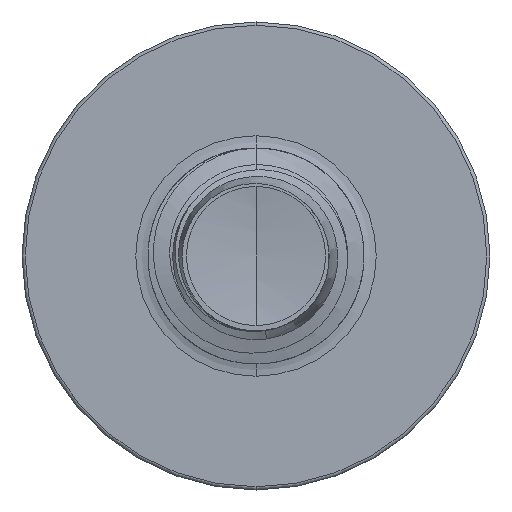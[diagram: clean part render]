
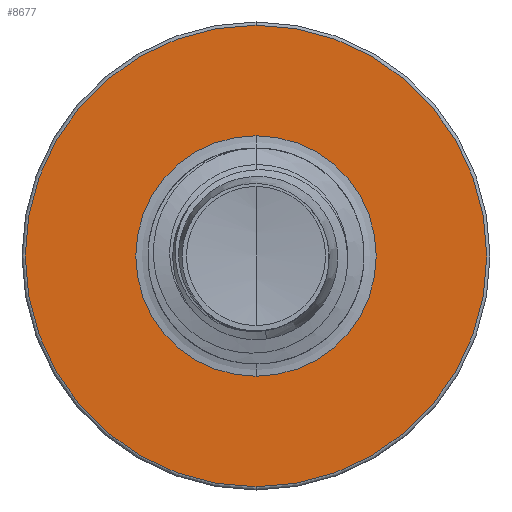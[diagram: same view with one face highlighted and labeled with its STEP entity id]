
A CAD part, front view. The second image highlights one B-rep face of the part: STEP entity #8677.
In plain terms, the highlighted planar face has unit normal (0, -1, 0).
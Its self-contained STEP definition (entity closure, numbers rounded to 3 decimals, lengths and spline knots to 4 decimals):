
#473 = CIRCLE ( 'NONE', #24104, 1.6704 ) ;
#1545 = AXIS2_PLACEMENT_3D ( 'NONE', #10861, #31711, #14016 ) ;
#2167 = DIRECTION ( 'NONE',  ( 0., 1., 0. ) ) ;
#2610 = AXIS2_PLACEMENT_3D ( 'NONE', #16884, #23676, #5065 ) ;
#3769 = CARTESIAN_POINT ( 'NONE',  ( 0., 17.5, -3.205 ) ) ;
#4135 = FACE_OUTER_BOUND ( 'NONE', #14000, .T. ) ;
#4339 = ORIENTED_EDGE ( 'NONE', *, *, #11058, .T. ) ;
#5065 = DIRECTION ( 'NONE',  ( 0., 0., 1. ) ) ;
#6995 = AXIS2_PLACEMENT_3D ( 'NONE', #15466, #35862, #18565 ) ;
#7296 = ORIENTED_EDGE ( 'NONE', *, *, #8902, .F. ) ;
#8677 = ADVANCED_FACE ( 'NONE', ( #4135, #35244 ), #14394, .F. ) ;
#8902 = EDGE_CURVE ( 'NONE', #30009, #32318, #18978, .T. ) ;
#9622 = CIRCLE ( 'NONE', #1545, 3.205 ) ;
#9868 = VERTEX_POINT ( 'NONE', #10585 ) ;
#10585 = CARTESIAN_POINT ( 'NONE',  ( 0., 17.5, -1.6704 ) ) ;
#10861 = CARTESIAN_POINT ( 'NONE',  ( 0., 17.5, 0. ) ) ;
#11058 = EDGE_CURVE ( 'NONE', #32814, #9868, #473, .T. ) ;
#12753 = EDGE_CURVE ( 'NONE', #32318, #30009, #9622, .T. ) ;
#14000 = EDGE_LOOP ( 'NONE', ( #27110, #7296 ) ) ;
#14016 = DIRECTION ( 'NONE',  ( 0., 0., 1. ) ) ;
#14394 = PLANE ( 'NONE',  #2610 ) ;
#15461 = CARTESIAN_POINT ( 'NONE',  ( 0., 17.5, 0. ) ) ;
#15466 = CARTESIAN_POINT ( 'NONE',  ( 0., 17.5, 0. ) ) ;
#16884 = CARTESIAN_POINT ( 'NONE',  ( 0., 17.5, -1.6704 ) ) ;
#17434 = AXIS2_PLACEMENT_3D ( 'NONE', #15461, #35859, #18562 ) ;
#18562 = DIRECTION ( 'NONE',  ( 0., 0., 1. ) ) ;
#18565 = DIRECTION ( 'NONE',  ( 0., 0., 1. ) ) ;
#18978 = CIRCLE ( 'NONE', #6995, 3.205 ) ;
#20550 = EDGE_CURVE ( 'NONE', #9868, #32814, #21199, .T. ) ;
#21092 = CARTESIAN_POINT ( 'NONE',  ( 0., 17.5, 0. ) ) ;
#21199 = CIRCLE ( 'NONE', #17434, 1.6704 ) ;
#21211 = CARTESIAN_POINT ( 'NONE',  ( 0., 17.5, 1.6704 ) ) ;
#23676 = DIRECTION ( 'NONE',  ( 0., 1., 0. ) ) ;
#24052 = DIRECTION ( 'NONE',  ( 0., 0., 1. ) ) ;
#24104 = AXIS2_PLACEMENT_3D ( 'NONE', #21092, #2167, #24052 ) ;
#25939 = CARTESIAN_POINT ( 'NONE',  ( 0., 17.5, 3.205 ) ) ;
#27110 = ORIENTED_EDGE ( 'NONE', *, *, #12753, .F. ) ;
#30009 = VERTEX_POINT ( 'NONE', #3769 ) ;
#31711 = DIRECTION ( 'NONE',  ( 0., 1., 0. ) ) ;
#32318 = VERTEX_POINT ( 'NONE', #25939 ) ;
#32814 = VERTEX_POINT ( 'NONE', #21211 ) ;
#34304 = ORIENTED_EDGE ( 'NONE', *, *, #20550, .T. ) ;
#35244 = FACE_BOUND ( 'NONE', #37769, .T. ) ;
#35859 = DIRECTION ( 'NONE',  ( 0., 1., 0. ) ) ;
#35862 = DIRECTION ( 'NONE',  ( 0., 1., 0. ) ) ;
#37769 = EDGE_LOOP ( 'NONE', ( #4339, #34304 ) ) ;
